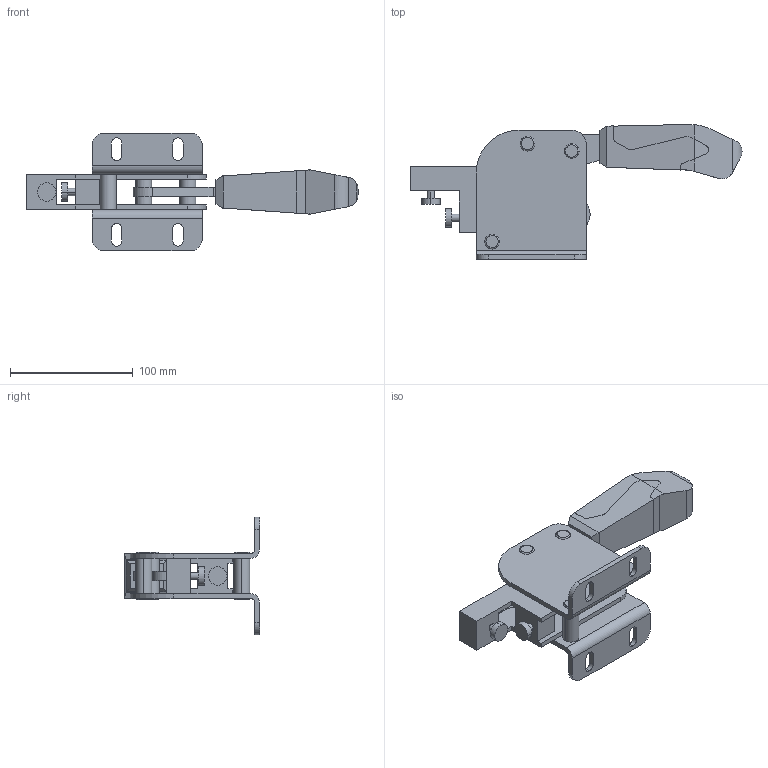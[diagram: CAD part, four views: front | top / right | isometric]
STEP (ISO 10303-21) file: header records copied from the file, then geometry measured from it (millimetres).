
FILE_DESCRIPTION (( 'STEP AP214' ), '1' );
FILE_NAME ('EH 23330.4004.STEP', '2019-10-25T06:44:48', ( '' ), ( '' ), 'SwSTEP 2.0', 'SolidWorks 2019', '' );
FILE_SCHEMA (( 'AUTOMOTIVE_DESIGN' ));
Length unit declared in the file: millimetre
Products named in the file (6): EH 23330.4004; _93864-3.stp; _93864-2.stp; _93864-13.stp; _93864-1.stp; _557256.stp
Assembly tree (6 placements, depth 2):
  EH 23330.4004
    _93864-1.stp
    _93864-2.stp
    _93864-13.stp  x2
    _93864-3.stp
    _557256.stp
Bounding box: 271 x 110.2 x 96 mm (x, y, z)
Volume: 300978.7 mm3; surface area: 101431.2 mm2
Topology: 6 solids, 6 shells, 182 faces, 476 edges, 314 vertices
Faces by surface type: plane 91, cylinder 67, torus 12, cone 12
Entity records: 5986 total; most frequent: CARTESIAN_POINT 1072, ORIENTED_EDGE 920, DIRECTION 918, EDGE_CURVE 460, AXIS2_PLACEMENT_3D 318, VERTEX_POINT 304, LINE 282, VECTOR 282
